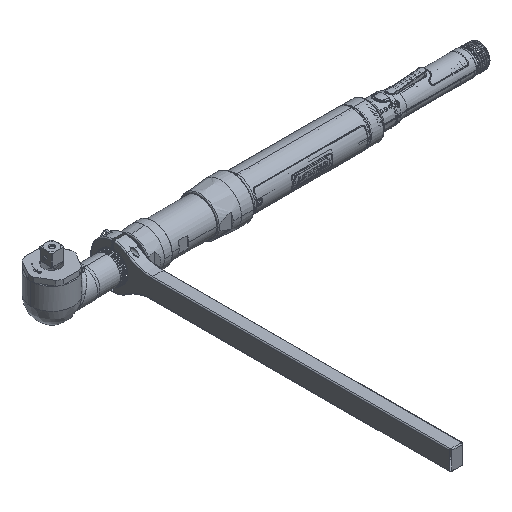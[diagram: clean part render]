
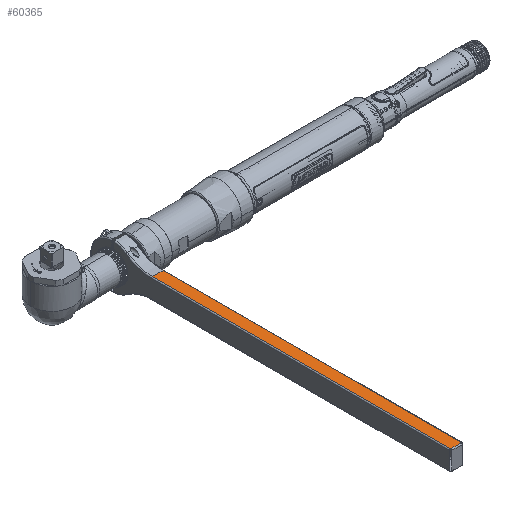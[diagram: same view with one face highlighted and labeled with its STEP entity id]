
A CAD part, isometric view. The second image highlights one B-rep face of the part: STEP entity #60365.
In plain terms, the highlighted planar face has unit normal (0, 0, 1).
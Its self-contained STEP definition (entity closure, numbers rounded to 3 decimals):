
#58291=DIRECTION('',(1.,0.,0.));
#58292=VECTOR('',#58291,0.63);
#58293=CARTESIAN_POINT('',(-6.53,-2.289,0.588));
#58294=LINE('',#58293,#58292);
#58787=DIRECTION('',(0.,1.,0.));
#58788=VECTOR('',#58787,17.651);
#58789=CARTESIAN_POINT('',(-5.9,-19.94,0.588));
#58790=LINE('',#58789,#58788);
#58890=DIRECTION('',(0.,-1.,0.));
#58891=VECTOR('',#58890,17.651);
#58892=CARTESIAN_POINT('',(-6.53,-2.289,0.588));
#58893=LINE('',#58892,#58891);
#58962=DIRECTION('',(-1.,0.,0.));
#58963=VECTOR('',#58962,0.63);
#58964=CARTESIAN_POINT('',(-5.9,-19.94,0.588));
#58965=LINE('',#58964,#58963);
#59679=CARTESIAN_POINT('',(-5.9,-19.94,0.588));
#59680=CARTESIAN_POINT('',(-6.53,-19.94,0.588));
#59681=VERTEX_POINT('',#59679);
#59682=VERTEX_POINT('',#59680);
#59683=CARTESIAN_POINT('',(-6.53,-2.289,0.588));
#59684=VERTEX_POINT('',#59683);
#59715=CARTESIAN_POINT('',(-5.9,-2.289,0.588));
#59716=VERTEX_POINT('',#59715);
#60350=CARTESIAN_POINT('',(-6.59,-2.289,0.588));
#60351=DIRECTION('',(0.,0.,1.));
#60352=DIRECTION('',(0.,-1.,0.));
#60353=AXIS2_PLACEMENT_3D('',#60350,#60351,#60352);
#60354=PLANE('',#60353);
#60356=ORIENTED_EDGE('',*,*,#60355,.T.);
#60358=ORIENTED_EDGE('',*,*,#60357,.F.);
#60360=ORIENTED_EDGE('',*,*,#60359,.T.);
#60362=ORIENTED_EDGE('',*,*,#60361,.F.);
#60363=EDGE_LOOP('',(#60356,#60358,#60360,#60362));
#60364=FACE_OUTER_BOUND('',#60363,.F.);
#60365=ADVANCED_FACE('',(#60364),#60354,.T.);
#60355=EDGE_CURVE('',#59681,#59682,#58965,.T.);
#60357=EDGE_CURVE('',#59684,#59682,#58893,.T.);
#60359=EDGE_CURVE('',#59684,#59716,#58294,.T.);
#60361=EDGE_CURVE('',#59681,#59716,#58790,.T.);
